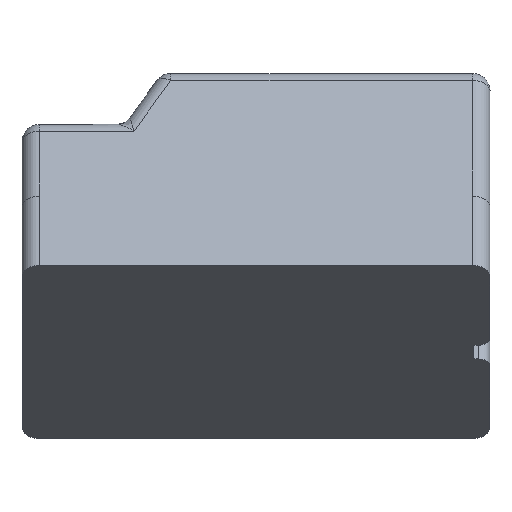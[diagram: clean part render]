
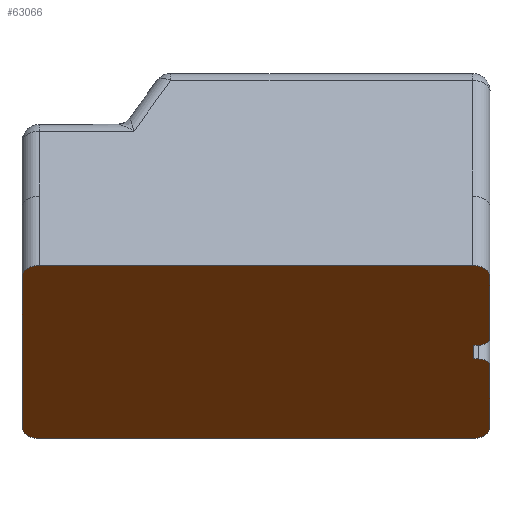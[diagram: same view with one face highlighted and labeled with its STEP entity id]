
A CAD part, left-side view. The second image highlights one B-rep face of the part: STEP entity #63066.
In plain terms, the highlighted planar face has unit normal (-0.599, 0, -0.801).
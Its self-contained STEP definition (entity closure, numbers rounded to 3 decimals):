
#6889=LINE('',#106799,#12886);
#6907=LINE('',#106858,#12904);
#6912=LINE('',#106872,#12909);
#6913=LINE('',#106875,#12910);
#6914=LINE('',#106879,#12911);
#6915=LINE('',#106882,#12912);
#6916=LINE('',#106886,#12913);
#6917=LINE('',#106889,#12914);
#12886=VECTOR('',#82441,2.);
#12904=VECTOR('',#82511,37.5);
#12909=VECTOR('',#82530,0.4);
#12910=VECTOR('',#82533,9.);
#12911=VECTOR('',#82536,37.5);
#12912=VECTOR('',#82539,22.);
#12913=VECTOR('',#82542,9.);
#12914=VECTOR('',#82545,0.4);
#15410=PLANE('',#67932);
#18803=FACE_OUTER_BOUND('',#22452,.T.);
#22452=EDGE_LOOP('',(#55057,#55058,#55059,#55060,#55061,#55062,#55063,#55064,
#55065,#55066,#55067,#55068,#55069,#55070));
#24784=CIRCLE('',#67923,1.5);
#24785=CIRCLE('',#67930,1.);
#24786=CIRCLE('',#67933,1.5);
#24787=CIRCLE('',#67934,1.5);
#24788=CIRCLE('',#67935,1.5);
#24789=CIRCLE('',#67936,1.);
#30147=VERTEX_POINT('',#106796);
#30148=VERTEX_POINT('',#106798);
#30161=VERTEX_POINT('',#106850);
#30162=VERTEX_POINT('',#106852);
#30163=VERTEX_POINT('',#106856);
#30164=VERTEX_POINT('',#106866);
#30165=VERTEX_POINT('',#106868);
#30166=VERTEX_POINT('',#106874);
#30167=VERTEX_POINT('',#106876);
#30168=VERTEX_POINT('',#106878);
#30169=VERTEX_POINT('',#106880);
#30170=VERTEX_POINT('',#106883);
#30171=VERTEX_POINT('',#106885);
#30172=VERTEX_POINT('',#106887);
#38626=EDGE_CURVE('',#30148,#30147,#6889,.T.);
#38650=EDGE_CURVE('',#30162,#30161,#24784,.T.);
#38653=EDGE_CURVE('',#30161,#30163,#6907,.T.);
#38657=EDGE_CURVE('',#30164,#30165,#24785,.T.);
#38659=EDGE_CURVE('',#30147,#30165,#6912,.T.);
#38660=EDGE_CURVE('',#30164,#30166,#6913,.T.);
#38661=EDGE_CURVE('',#30166,#30167,#24786,.T.);
#38662=EDGE_CURVE('',#30167,#30168,#6914,.T.);
#38663=EDGE_CURVE('',#30168,#30169,#24787,.T.);
#38664=EDGE_CURVE('',#30169,#30162,#6915,.T.);
#38665=EDGE_CURVE('',#30163,#30170,#24788,.T.);
#38666=EDGE_CURVE('',#30170,#30171,#6916,.T.);
#38667=EDGE_CURVE('',#30172,#30171,#24789,.T.);
#38668=EDGE_CURVE('',#30172,#30148,#6917,.T.);
#55057=ORIENTED_EDGE('',*,*,#38657,.F.);
#55058=ORIENTED_EDGE('',*,*,#38660,.T.);
#55059=ORIENTED_EDGE('',*,*,#38661,.T.);
#55060=ORIENTED_EDGE('',*,*,#38662,.T.);
#55061=ORIENTED_EDGE('',*,*,#38663,.T.);
#55062=ORIENTED_EDGE('',*,*,#38664,.T.);
#55063=ORIENTED_EDGE('',*,*,#38650,.T.);
#55064=ORIENTED_EDGE('',*,*,#38653,.T.);
#55065=ORIENTED_EDGE('',*,*,#38665,.T.);
#55066=ORIENTED_EDGE('',*,*,#38666,.T.);
#55067=ORIENTED_EDGE('',*,*,#38667,.F.);
#55068=ORIENTED_EDGE('',*,*,#38668,.T.);
#55069=ORIENTED_EDGE('',*,*,#38626,.T.);
#55070=ORIENTED_EDGE('',*,*,#38659,.T.);
#63066=ADVANCED_FACE('',(#18803),#15410,.F.);
#67923=AXIS2_PLACEMENT_3D('',#106853,#82505,#82506);
#67930=AXIS2_PLACEMENT_3D('',#106869,#82525,#82526);
#67932=AXIS2_PLACEMENT_3D('',#106873,#82531,#82532);
#67933=AXIS2_PLACEMENT_3D('',#106877,#82534,#82535);
#67934=AXIS2_PLACEMENT_3D('',#106881,#82537,#82538);
#67935=AXIS2_PLACEMENT_3D('',#106884,#82540,#82541);
#67936=AXIS2_PLACEMENT_3D('',#106888,#82543,#82544);
#82441=DIRECTION('',(-0.801,0.,0.599));
#82505=DIRECTION('center_axis',(-0.599,0.,
-0.801));
#82506=DIRECTION('ref_axis',(-0.801,0.,0.599));
#82511=DIRECTION('',(0.,-1.,0.));
#82525=DIRECTION('center_axis',(0.599,0.,
0.801));
#82526=DIRECTION('ref_axis',(0.566,-0.707,-0.423));
#82530=DIRECTION('',(0.,-1.,0.));
#82531=DIRECTION('center_axis',(0.599,0.,
0.801));
#82532=DIRECTION('ref_axis',(0.801,0.,-0.599));
#82533=DIRECTION('',(-0.801,0.,0.599));
#82534=DIRECTION('center_axis',(-0.599,0.,
-0.801));
#82535=DIRECTION('ref_axis',(0.801,0.,-0.599));
#82536=DIRECTION('',(0.,1.,0.));
#82537=DIRECTION('center_axis',(-0.599,0.,
-0.801));
#82538=DIRECTION('ref_axis',(0.,-1.,0.));
#82539=DIRECTION('',(0.801,0.,-0.599));
#82540=DIRECTION('center_axis',(-0.599,0.,
-0.801));
#82541=DIRECTION('ref_axis',(0.,1.,0.));
#82542=DIRECTION('',(-0.801,0.,0.599));
#82543=DIRECTION('center_axis',(0.599,0.,
0.801));
#82544=DIRECTION('ref_axis',(-0.566,-0.707,0.423));
#82545=DIRECTION('',(0.,1.,0.));
#106796=CARTESIAN_POINT('',(-35.581,-29.063,-2.488));
#106798=CARTESIAN_POINT('',(-33.978,-29.063,-3.685));
#106799=CARTESIAN_POINT('',(-34.379,-29.063,-3.386));
#106850=CARTESIAN_POINT('',(-24.766,8.537,-10.568));
#106852=CARTESIAN_POINT('',(-25.967,10.037,-9.67));
#106853=CARTESIAN_POINT('Origin',(-25.967,8.537,-9.67));
#106856=CARTESIAN_POINT('',(-24.766,-28.963,-10.568));
#106858=CARTESIAN_POINT('',(-24.766,8.537,-10.568));
#106866=CARTESIAN_POINT('',(-36.382,-30.463,-1.889));
#106868=CARTESIAN_POINT('',(-35.581,-29.463,-2.488));
#106869=CARTESIAN_POINT('Origin',(-36.382,-29.463,-1.889));
#106872=CARTESIAN_POINT('',(-35.581,-19.638,-2.488));
#106873=CARTESIAN_POINT('Origin',(-34.779,-10.213,-3.086));
#106874=CARTESIAN_POINT('',(-43.592,-30.463,3.497));
#106875=CARTESIAN_POINT('',(-25.967,-30.463,-9.67));
#106876=CARTESIAN_POINT('',(-44.793,-28.963,4.395));
#106877=CARTESIAN_POINT('Origin',(-43.592,-28.963,3.497));
#106878=CARTESIAN_POINT('',(-44.793,8.537,4.395));
#106879=CARTESIAN_POINT('',(-44.793,-28.963,4.395));
#106880=CARTESIAN_POINT('',(-43.592,10.037,3.497));
#106881=CARTESIAN_POINT('Origin',(-43.592,8.537,3.497));
#106882=CARTESIAN_POINT('',(-43.592,10.037,3.497));
#106883=CARTESIAN_POINT('',(-25.967,-30.463,-9.67));
#106884=CARTESIAN_POINT('Origin',(-25.967,-28.963,-9.67));
#106885=CARTESIAN_POINT('',(-33.177,-30.463,-4.284));
#106886=CARTESIAN_POINT('',(-25.967,-30.463,-9.67));
#106887=CARTESIAN_POINT('',(-33.978,-29.463,-3.685));
#106888=CARTESIAN_POINT('Origin',(-33.177,-29.463,-4.284));
#106889=CARTESIAN_POINT('',(-33.978,-20.338,-3.685));
